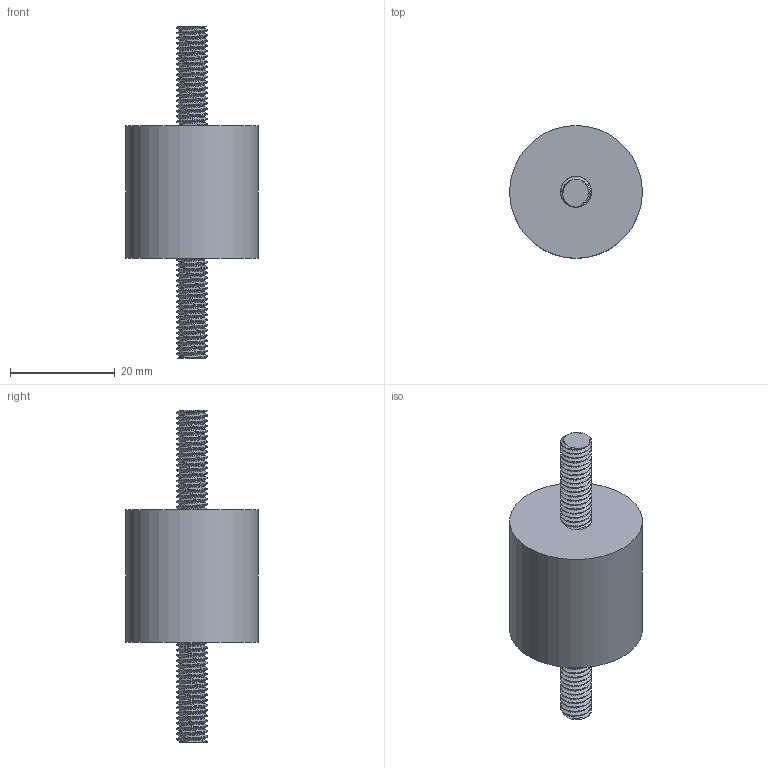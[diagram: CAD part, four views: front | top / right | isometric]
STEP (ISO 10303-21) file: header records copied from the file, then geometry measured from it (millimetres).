
FILE_DESCRIPTION(/* description */ (''),/* implementation_level */ '2;1');
FILE_NAME(/* name */ 'M6 Vibration Isolator.step',/* time_stamp */ '2026-02-03T17:09:02-05:00',/* author */ (''),/* organization */ (''),/* preprocessor_version */ 'ST-DEVELOPER v20.1',/* originating_system */ 'Autodesk Translation Framework v14.21.0.0',/* authorisation */ '');
FILE_SCHEMA (('AUTOMOTIVE_DESIGN { 1 0 10303 214 3 1 1 }'));
Length unit declared in the file: inch
Products named in the file (1): 2025-12-27-19-12-32-366
Bounding box: 25.4 x 25.4 x 63.5 mm (x, y, z)
Volume: 13711.1 mm3; surface area: 4092.5 mm2
Topology: 1 solids, 1 shells, 89 faces, 255 edges, 170 vertices
Faces by surface type: cylinder 81, bspline 4, plane 4
Full cylindrical faces by diameter (mm): 4.743 x14, 5.884 x24, 25.4 x1
Entity records: 7327 total; most frequent: CARTESIAN_POINT 5279, ORIENTED_EDGE 510, DIRECTION 269, EDGE_CURVE 255, VERTEX_POINT 170, B_SPLINE_CURVE_WITH_KNOTS 168, AXIS2_PLACEMENT_3D 96, EDGE_LOOP 91
